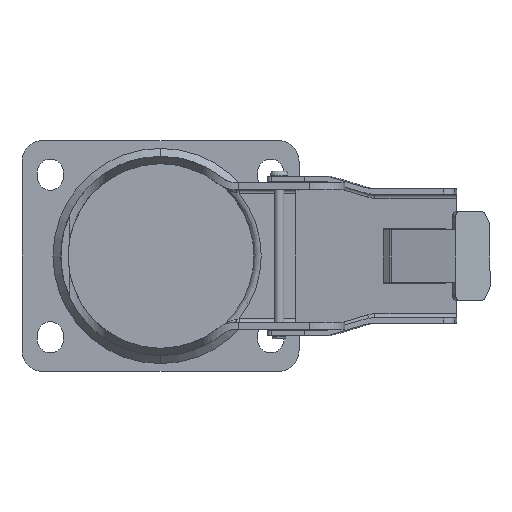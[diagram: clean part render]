
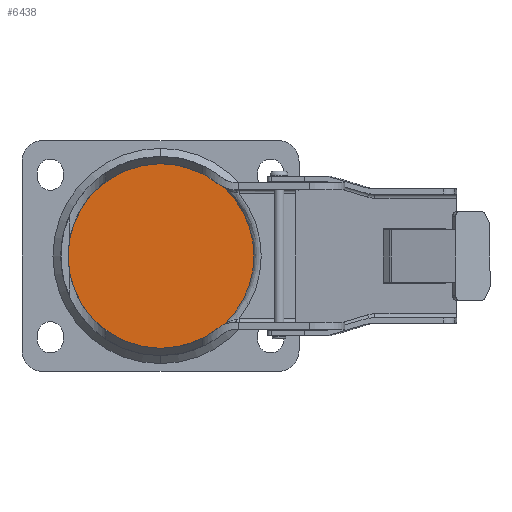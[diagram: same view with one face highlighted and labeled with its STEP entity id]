
A CAD part, front view. The second image highlights one B-rep face of the part: STEP entity #6438.
In plain terms, the highlighted planar face has unit normal (0, -1, 0).
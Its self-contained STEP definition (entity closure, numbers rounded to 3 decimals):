
#2 = VERTEX_POINT ( 'NONE', #8323 ) ;
#125 = VERTEX_POINT ( 'NONE', #1875 ) ;
#405 = CIRCLE ( 'NONE', #1922, 44.536 ) ;
#415 = CIRCLE ( 'NONE', #5129, 44. ) ;
#468 = B_SPLINE_CURVE_WITH_KNOTS ( 'NONE', 3,
 ( #6061, #5163, #6856, #3408, #10159, #4421 ),
 .UNSPECIFIED., .F., .F.,
 ( 4, 2, 4 ),
 ( 0., 0.001, 0.002 ),
 .UNSPECIFIED. ) ;
#572 = CARTESIAN_POINT ( 'NONE',  ( 0., -23.5, 0. ) ) ;
#811 = EDGE_LOOP ( 'NONE', ( #1611, #5895, #1186, #7218, #3094, #2809, #8711, #5904 ) ) ;
#1186 = ORIENTED_EDGE ( 'NONE', *, *, #7079, .T. ) ;
#1208 = DIRECTION ( 'NONE',  ( 0., 1., 0. ) ) ;
#1263 = DIRECTION ( 'NONE',  ( 0., 0., 1. ) ) ;
#1443 = CIRCLE ( 'NONE', #4496, 44. ) ;
#1611 = ORIENTED_EDGE ( 'NONE', *, *, #3777, .T. ) ;
#1666 = CARTESIAN_POINT ( 'NONE',  ( 35.795, -23.5, -45. ) ) ;
#1875 = CARTESIAN_POINT ( 'NONE',  ( 29.577, -23.5, -33.017 ) ) ;
#1922 = AXIS2_PLACEMENT_3D ( 'NONE', #8345, #5026, #6718 ) ;
#2038 = CARTESIAN_POINT ( 'NONE',  ( 30.455, -23.5, 32.467 ) ) ;
#2066 = DIRECTION ( 'NONE',  ( 0., 0., 1. ) ) ;
#2399 = CIRCLE ( 'NONE', #6958, 44. ) ;
#2745 = DIRECTION ( 'NONE',  ( 0., 0., 1. ) ) ;
#2809 = ORIENTED_EDGE ( 'NONE', *, *, #6372, .F. ) ;
#2831 = CARTESIAN_POINT ( 'NONE',  ( 30.658, -23.5, 32.304 ) ) ;
#3011 = EDGE_CURVE ( 'NONE', #5415, #125, #7744, .T. ) ;
#3094 = ORIENTED_EDGE ( 'NONE', *, *, #4498, .T. ) ;
#3120 = EDGE_CURVE ( 'NONE', #3443, #7384, #415, .T. ) ;
#3408 = CARTESIAN_POINT ( 'NONE',  ( 30.455, -23.5, -32.467 ) ) ;
#3443 = VERTEX_POINT ( 'NONE', #6857 ) ;
#3637 = CARTESIAN_POINT ( 'NONE',  ( 29.809, -23.5, 32.897 ) ) ;
#3777 = EDGE_CURVE ( 'NONE', #7410, #3443, #1443, .T. ) ;
#3803 = PLANE ( 'NONE',  #8393 ) ;
#4058 = DIRECTION ( 'NONE',  ( 0., 1., 0. ) ) ;
#4385 = DIRECTION ( 'NONE',  ( 0., 0., 1. ) ) ;
#4421 = CARTESIAN_POINT ( 'NONE',  ( 30.846, -23.5, -32.124 ) ) ;
#4496 = AXIS2_PLACEMENT_3D ( 'NONE', #572, #4816, #10426 ) ;
#4498 = EDGE_CURVE ( 'NONE', #125, #5509, #468, .T. ) ;
#4816 = DIRECTION ( 'NONE',  ( 0., -1., 0. ) ) ;
#4825 = AXIS2_PLACEMENT_3D ( 'NONE', #5292, #5345, #2066 ) ;
#4841 = CARTESIAN_POINT ( 'NONE',  ( 0., -23.5, -44. ) ) ;
#5026 = DIRECTION ( 'NONE',  ( 0., 1., 0. ) ) ;
#5117 = CARTESIAN_POINT ( 'NONE',  ( 0., -23.5, 0. ) ) ;
#5129 = AXIS2_PLACEMENT_3D ( 'NONE', #5117, #6821, #2745 ) ;
#5163 = CARTESIAN_POINT ( 'NONE',  ( 29.809, -23.5, -32.897 ) ) ;
#5219 = DIRECTION ( 'NONE',  ( 0., -1., 0. ) ) ;
#5292 = CARTESIAN_POINT ( 'NONE',  ( 35.795, -23.5, 45. ) ) ;
#5345 = DIRECTION ( 'NONE',  ( 0., 1., 0. ) ) ;
#5415 = VERTEX_POINT ( 'NONE', #8985 ) ;
#5416 = CARTESIAN_POINT ( 'NONE',  ( 29.577, -23.5, 33.017 ) ) ;
#5509 = VERTEX_POINT ( 'NONE', #6346 ) ;
#5895 = ORIENTED_EDGE ( 'NONE', *, *, #3120, .T. ) ;
#5904 = ORIENTED_EDGE ( 'NONE', *, *, #9607, .T. ) ;
#6027 = FACE_OUTER_BOUND ( 'NONE', #811, .T. ) ;
#6061 = CARTESIAN_POINT ( 'NONE',  ( 29.577, -23.5, -33.017 ) ) ;
#6066 = CARTESIAN_POINT ( 'NONE',  ( 30.846, -23.5, 32.124 ) ) ;
#6346 = CARTESIAN_POINT ( 'NONE',  ( 30.846, -23.5, -32.124 ) ) ;
#6372 = EDGE_CURVE ( 'NONE', #2, #5509, #405, .T. ) ;
#6438 = ADVANCED_FACE ( 'NONE', ( #6027 ), #3803, .F. ) ;
#6633 = EDGE_CURVE ( 'NONE', #9694, #2, #7976, .T. ) ;
#6718 = DIRECTION ( 'NONE',  ( 0., 0., 1. ) ) ;
#6821 = DIRECTION ( 'NONE',  ( 0., -1., 0. ) ) ;
#6856 = CARTESIAN_POINT ( 'NONE',  ( 30.031, -23.5, -32.763 ) ) ;
#6857 = CARTESIAN_POINT ( 'NONE',  ( 0., -23.5, 44. ) ) ;
#6958 = AXIS2_PLACEMENT_3D ( 'NONE', #8459, #5219, #4385 ) ;
#7079 = EDGE_CURVE ( 'NONE', #7384, #5415, #2399, .T. ) ;
#7218 = ORIENTED_EDGE ( 'NONE', *, *, #3011, .T. ) ;
#7384 = VERTEX_POINT ( 'NONE', #4841 ) ;
#7410 = VERTEX_POINT ( 'NONE', #8737 ) ;
#7744 = CIRCLE ( 'NONE', #9408, 13.5 ) ;
#7878 = CIRCLE ( 'NONE', #4825, 13.5 ) ;
#7976 = B_SPLINE_CURVE_WITH_KNOTS ( 'NONE', 3,
 ( #5416, #3637, #10165, #2038, #2831, #6066 ),
 .UNSPECIFIED., .F., .F.,
 ( 4, 2, 4 ),
 ( 0., 0.001, 0.002 ),
 .UNSPECIFIED. ) ;
#8323 = CARTESIAN_POINT ( 'NONE',  ( 30.846, -23.5, 32.124 ) ) ;
#8345 = CARTESIAN_POINT ( 'NONE',  ( 0., -23.5, 0. ) ) ;
#8393 = AXIS2_PLACEMENT_3D ( 'NONE', #9455, #1208, #1263 ) ;
#8459 = CARTESIAN_POINT ( 'NONE',  ( 0., -23.5, 0. ) ) ;
#8711 = ORIENTED_EDGE ( 'NONE', *, *, #6633, .F. ) ;
#8737 = CARTESIAN_POINT ( 'NONE',  ( 27.391, -23.5, 34.435 ) ) ;
#8874 = DIRECTION ( 'NONE',  ( 0., 0., 1. ) ) ;
#8985 = CARTESIAN_POINT ( 'NONE',  ( 27.391, -23.5, -34.435 ) ) ;
#9408 = AXIS2_PLACEMENT_3D ( 'NONE', #1666, #4058, #8874 ) ;
#9455 = CARTESIAN_POINT ( 'NONE',  ( 0., -23.5, 0. ) ) ;
#9607 = EDGE_CURVE ( 'NONE', #9694, #7410, #7878, .T. ) ;
#9694 = VERTEX_POINT ( 'NONE', #10456 ) ;
#10159 = CARTESIAN_POINT ( 'NONE',  ( 30.658, -23.5, -32.305 ) ) ;
#10165 = CARTESIAN_POINT ( 'NONE',  ( 30.03, -23.5, 32.763 ) ) ;
#10426 = DIRECTION ( 'NONE',  ( 0., 0., 1. ) ) ;
#10456 = CARTESIAN_POINT ( 'NONE',  ( 29.577, -23.5, 33.017 ) ) ;
